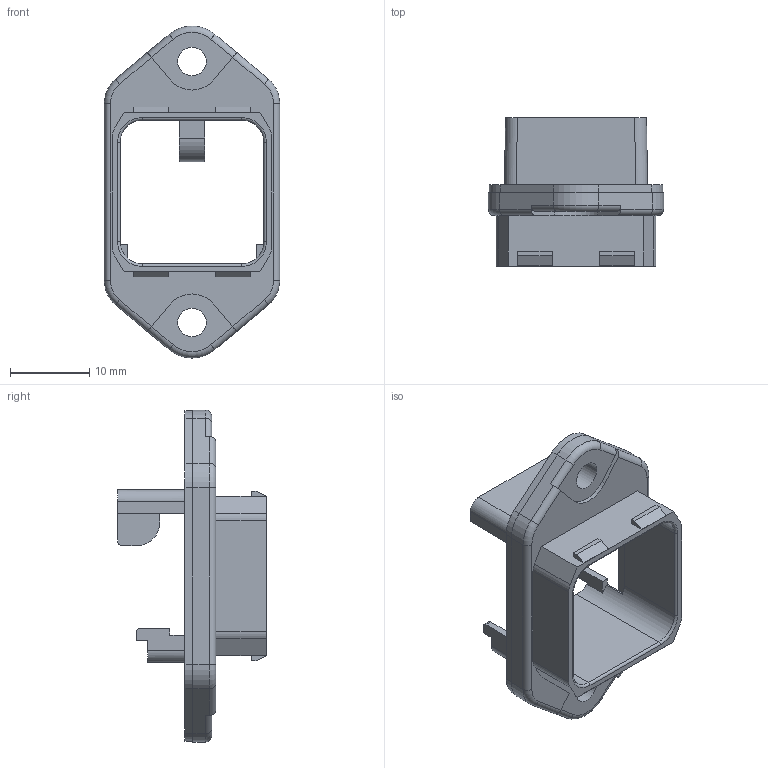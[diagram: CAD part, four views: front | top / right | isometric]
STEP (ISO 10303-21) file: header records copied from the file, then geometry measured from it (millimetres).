
FILE_DESCRIPTION(('Creo Elements/Direct Modeling STEP Export'),'2;1');
FILE_NAME('model.stp','2018-08-08T13:22:50',(''),(''),'Creo Elements/Direct Modeling STEP processor for AP214 (Solid Model)','Creo Elements/Direct Modeling 18.1I 14-Aug-2016 (C) Parametric Technology GmbH','');
FILE_SCHEMA(('AUTOMOTIVE_DESIGN { 1 0 10303 214 1 1 1 1 }'));
Length unit declared in the file: millimetre
Products named in the file (2): VS-PPC-F1-RJ45-P0BK-1R-PHA
Assembly tree (1 placements, depth 2):
  VS-PPC-F1-RJ45-P0BK-1R-PHA
    VS-PPC-F1-RJ45-P0BK-1R-PHA
Bounding box: 22.2 x 18.8 x 42 mm (x, y, z)
Volume: 2663.4 mm3; surface area: 3215.3 mm2
Topology: 1 solids, 1 shells, 152 faces, 406 edges, 264 vertices
Faces by surface type: plane 86, cylinder 56, torus 10
Entity records: 5977 total; most frequent: CARTESIAN_POINT 855, ORIENTED_EDGE 812, DIRECTION 811, EDGE_CURVE 406, AXIS2_PLACEMENT_3D 272, VECTOR 267, LINE 267, VERTEX_POINT 264
